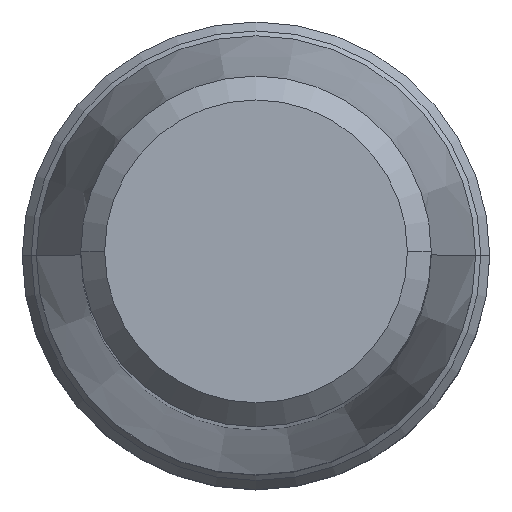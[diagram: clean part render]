
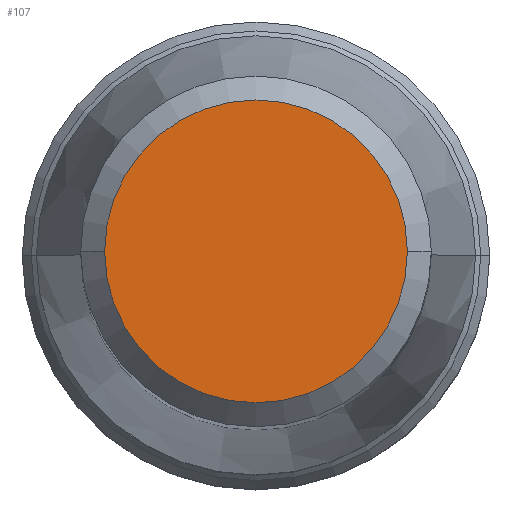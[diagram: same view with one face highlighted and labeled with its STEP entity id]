
A CAD part, top view. The second image highlights one B-rep face of the part: STEP entity #107.
In plain terms, the highlighted planar face has unit normal (0, 0, 1).
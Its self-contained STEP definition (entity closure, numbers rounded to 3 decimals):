
#62=PLANE('',#1069);
#107=ADVANCED_FACE('',(#195),#62,.F.);
#195=FACE_OUTER_BOUND('',#253,.T.);
#253=EDGE_LOOP('',(#429,#430));
#429=ORIENTED_EDGE('',*,*,#637,.F.);
#430=ORIENTED_EDGE('',*,*,#639,.F.);
#540=VERTEX_POINT('',#1621);
#541=VERTEX_POINT('',#1623);
#637=EDGE_CURVE('',#540,#541,#719,.T.);
#639=EDGE_CURVE('',#541,#540,#720,.T.);
#719=CIRCLE('',#1065,8.225);
#720=CIRCLE('',#1067,8.225);
#1065=AXIS2_PLACEMENT_3D('',#1622,#1344,#1345);
#1067=AXIS2_PLACEMENT_3D('',#1626,#1349,#1350);
#1069=AXIS2_PLACEMENT_3D('',#1628,#1353,#1354);
#1344=DIRECTION('',(0.,0.,-1.));
#1345=DIRECTION('',(1.,0.,0.));
#1349=DIRECTION('',(0.,0.,-1.));
#1350=DIRECTION('',(-1.,0.,0.));
#1353=DIRECTION('',(0.,0.,-1.));
#1354=DIRECTION('',(1.,0.,0.));
#1621=CARTESIAN_POINT('',(8.225,0.,0.));
#1622=CARTESIAN_POINT('',(0.,0.,0.));
#1623=CARTESIAN_POINT('',(-8.225,0.,0.));
#1626=CARTESIAN_POINT('',(0.,0.,0.));
#1628=CARTESIAN_POINT('',(0.,0.,0.));
